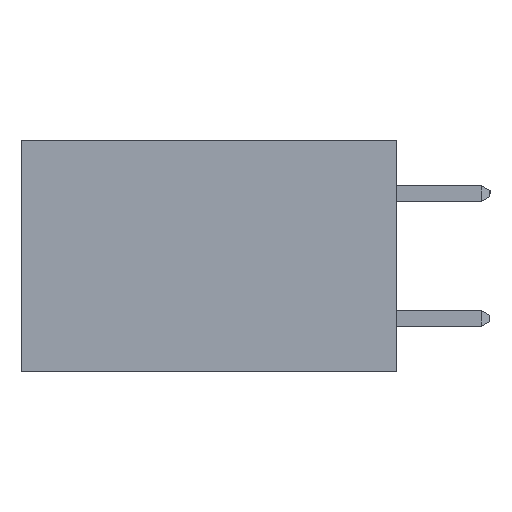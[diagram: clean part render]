
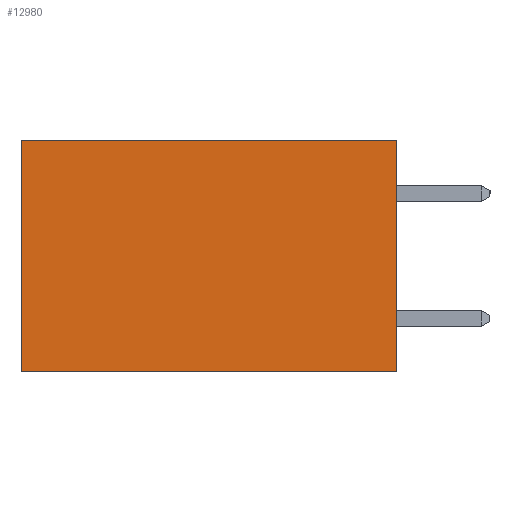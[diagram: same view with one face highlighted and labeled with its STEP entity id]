
A CAD part, left-side view. The second image highlights one B-rep face of the part: STEP entity #12980.
In plain terms, the highlighted planar face has unit normal (-1, 0, 0).
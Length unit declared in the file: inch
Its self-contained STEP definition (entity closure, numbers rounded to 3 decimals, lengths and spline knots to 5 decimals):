
#2003 = FACE_OUTER_BOUND ( 'NONE', #13274, .T. ) ;
#2181 = VECTOR ( 'NONE', #11997, 39.37008 ) ;
#2254 = EDGE_CURVE ( 'NONE', #17246, #3902, #9196, .T. ) ;
#2564 = EDGE_CURVE ( 'NONE', #9908, #5371, #2768, .T. ) ;
#2768 = LINE ( 'NONE', #7006, #10575 ) ;
#3479 = PLANE ( 'NONE',  #5962 ) ;
#3902 = VERTEX_POINT ( 'NONE', #8239 ) ;
#3969 = ORIENTED_EDGE ( 'NONE', *, *, #2254, .F. ) ;
#4572 = EDGE_CURVE ( 'NONE', #9908, #17246, #13734, .T. ) ;
#4679 = CARTESIAN_POINT ( 'NONE',  ( 0.2615, 0., -0.37 ) ) ;
#5317 = DIRECTION ( 'NONE',  ( 0., 0., -1. ) ) ;
#5371 = VERTEX_POINT ( 'NONE', #17178 ) ;
#5962 = AXIS2_PLACEMENT_3D ( 'NONE', #4679, #7796, #7618 ) ;
#6795 = CARTESIAN_POINT ( 'NONE',  ( 0.2615, 0., -0.37 ) ) ;
#7006 = CARTESIAN_POINT ( 'NONE',  ( 0.2615, 0., 0. ) ) ;
#7618 = DIRECTION ( 'NONE',  ( 0., 0., -1. ) ) ;
#7796 = DIRECTION ( 'NONE',  ( 1., 0., 0. ) ) ;
#8117 = CARTESIAN_POINT ( 'NONE',  ( 0.2615, 0., -0.37 ) ) ;
#8239 = CARTESIAN_POINT ( 'NONE',  ( 0.2615, 0.6, -0.37 ) ) ;
#8698 = CARTESIAN_POINT ( 'NONE',  ( 0.2615, 0., 0. ) ) ;
#9167 = CARTESIAN_POINT ( 'NONE',  ( 0.2615, 0.6, -0.37 ) ) ;
#9196 = LINE ( 'NONE', #14581, #10795 ) ;
#9908 = VERTEX_POINT ( 'NONE', #8698 ) ;
#10575 = VECTOR ( 'NONE', #13932, 39.37008 ) ;
#10732 = LINE ( 'NONE', #9167, #2181 ) ;
#10763 = VECTOR ( 'NONE', #5317, 39.37008 ) ;
#10795 = VECTOR ( 'NONE', #14669, 39.37008 ) ;
#11333 = ORIENTED_EDGE ( 'NONE', *, *, #4572, .F. ) ;
#11997 = DIRECTION ( 'NONE',  ( 0., 0., -1. ) ) ;
#12980 = ADVANCED_FACE ( 'NONE', ( #2003 ), #3479, .F. ) ;
#13274 = EDGE_LOOP ( 'NONE', ( #17728, #3969, #11333, #13540 ) ) ;
#13540 = ORIENTED_EDGE ( 'NONE', *, *, #2564, .T. ) ;
#13734 = LINE ( 'NONE', #6795, #10763 ) ;
#13932 = DIRECTION ( 'NONE',  ( 0., 1., 0. ) ) ;
#14581 = CARTESIAN_POINT ( 'NONE',  ( 0.2615, 0., -0.37 ) ) ;
#14669 = DIRECTION ( 'NONE',  ( 0., 1., 0. ) ) ;
#16453 = EDGE_CURVE ( 'NONE', #5371, #3902, #10732, .T. ) ;
#17178 = CARTESIAN_POINT ( 'NONE',  ( 0.2615, 0.6, 0. ) ) ;
#17246 = VERTEX_POINT ( 'NONE', #8117 ) ;
#17728 = ORIENTED_EDGE ( 'NONE', *, *, #16453, .T. ) ;
